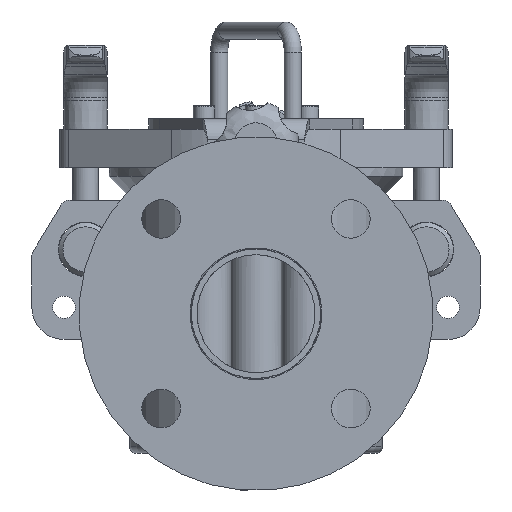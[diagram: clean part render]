
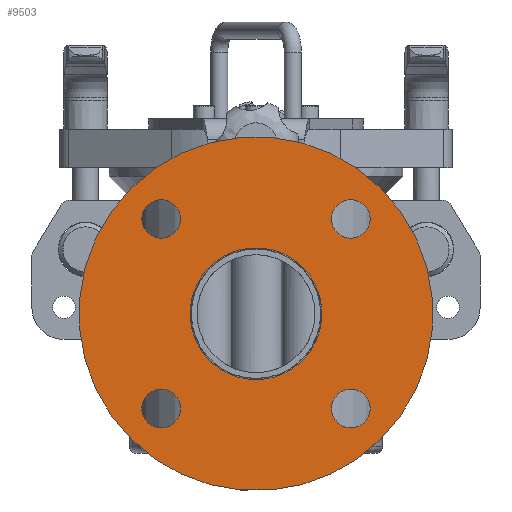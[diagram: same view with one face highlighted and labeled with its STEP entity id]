
A CAD part, front view. The second image highlights one B-rep face of the part: STEP entity #9503.
In plain terms, the highlighted planar face has unit normal (0, -1, 0).
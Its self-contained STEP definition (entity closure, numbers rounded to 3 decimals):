
#451=FACE_BOUND('',#1337,.T.);
#452=FACE_BOUND('',#1338,.T.);
#453=FACE_BOUND('',#1339,.T.);
#454=FACE_BOUND('',#1340,.T.);
#455=FACE_BOUND('',#1341,.T.);
#549=PLANE('',#10103);
#775=FACE_OUTER_BOUND('',#1336,.T.);
#1336=EDGE_LOOP('',(#5968));
#1337=EDGE_LOOP('',(#5969));
#1338=EDGE_LOOP('',(#5970));
#1339=EDGE_LOOP('',(#5971));
#1340=EDGE_LOOP('',(#5972));
#1341=EDGE_LOOP('',(#5973));
#3087=CIRCLE('',#10086,9.);
#3089=CIRCLE('',#10089,9.);
#3091=CIRCLE('',#10092,9.);
#3093=CIRCLE('',#10095,9.);
#3094=CIRCLE('',#10097,30.75);
#3097=CIRCLE('',#10101,82.5);
#3637=VERTEX_POINT('',#13924);
#3639=VERTEX_POINT('',#13930);
#3641=VERTEX_POINT('',#13936);
#3643=VERTEX_POINT('',#13942);
#3644=VERTEX_POINT('',#13946);
#3647=VERTEX_POINT('',#13954);
#4546=EDGE_CURVE('',#3637,#3637,#3087,.T.);
#4549=EDGE_CURVE('',#3639,#3639,#3089,.T.);
#4552=EDGE_CURVE('',#3641,#3641,#3091,.T.);
#4555=EDGE_CURVE('',#3643,#3643,#3093,.T.);
#4556=EDGE_CURVE('',#3644,#3644,#3094,.T.);
#4561=EDGE_CURVE('',#3647,#3647,#3097,.T.);
#5968=ORIENTED_EDGE('',*,*,#4561,.T.);
#5969=ORIENTED_EDGE('',*,*,#4546,.T.);
#5970=ORIENTED_EDGE('',*,*,#4549,.T.);
#5971=ORIENTED_EDGE('',*,*,#4552,.T.);
#5972=ORIENTED_EDGE('',*,*,#4555,.T.);
#5973=ORIENTED_EDGE('',*,*,#4556,.T.);
#9503=ADVANCED_FACE('',(#775,#451,#452,#453,#454,#455),#549,.T.);
#10086=AXIS2_PLACEMENT_3D('',#13926,#11185,#11186);
#10089=AXIS2_PLACEMENT_3D('',#13932,#11192,#11193);
#10092=AXIS2_PLACEMENT_3D('',#13938,#11199,#11200);
#10095=AXIS2_PLACEMENT_3D('',#13944,#11206,#11207);
#10097=AXIS2_PLACEMENT_3D('',#13947,#11210,#11211);
#10101=AXIS2_PLACEMENT_3D('',#13956,#11220,#11221);
#10103=AXIS2_PLACEMENT_3D('',#13958,#11224,#11225);
#11185=DIRECTION('center_axis',(0.,1.,0.));
#11186=DIRECTION('ref_axis',(0.707,0.,-0.707));
#11192=DIRECTION('center_axis',(0.,1.,0.));
#11193=DIRECTION('ref_axis',(0.707,0.,0.707));
#11199=DIRECTION('center_axis',(0.,1.,0.));
#11200=DIRECTION('ref_axis',(-0.707,0.,0.707));
#11206=DIRECTION('center_axis',(0.,1.,0.));
#11207=DIRECTION('ref_axis',(-0.707,0.,-0.707));
#11210=DIRECTION('center_axis',(0.,1.,0.));
#11211=DIRECTION('ref_axis',(-0.707,0.,-0.707));
#11220=DIRECTION('center_axis',(0.,-1.,0.));
#11221=DIRECTION('ref_axis',(-0.707,0.,-0.707));
#11224=DIRECTION('center_axis',(0.,-1.,0.));
#11225=DIRECTION('ref_axis',(-0.707,0.,-0.707));
#13924=CARTESIAN_POINT('',(37.83,-115.,-17.442));
#13926=CARTESIAN_POINT('Origin',(44.194,-115.,-23.806));
#13930=CARTESIAN_POINT('',(-50.558,-115.,-30.17));
#13932=CARTESIAN_POINT('Origin',(-44.194,-115.,-23.806));
#13936=CARTESIAN_POINT('',(-37.83,-115.,-118.558));
#13938=CARTESIAN_POINT('Origin',(-44.194,-115.,-112.194));
#13942=CARTESIAN_POINT('',(50.558,-115.,-105.83));
#13944=CARTESIAN_POINT('Origin',(44.194,-115.,-112.194));
#13946=CARTESIAN_POINT('',(21.744,-115.,-46.256));
#13947=CARTESIAN_POINT('Origin',(0.,-115.,-68.));
#13954=CARTESIAN_POINT('',(58.336,-115.,-9.664));
#13956=CARTESIAN_POINT('Origin',(0.,-115.,-68.));
#13958=CARTESIAN_POINT('Origin',(0.,-115.,-68.));
